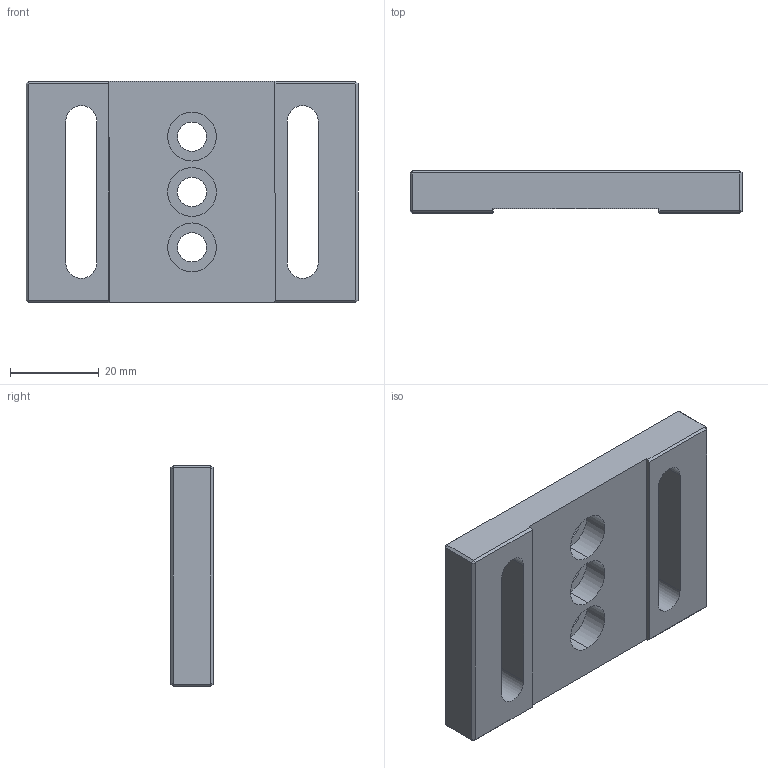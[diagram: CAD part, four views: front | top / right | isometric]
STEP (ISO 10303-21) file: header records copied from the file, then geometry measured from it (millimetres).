
FILE_DESCRIPTION (( 'STEP AP203' ), '1' );
FILE_NAME ('BP-3.step', '2019-05-09T08:55:58', ( '' ), ( '' ), 'SwSTEP 2.0', 'SolidWorks 2016', '' );
FILE_SCHEMA (( 'CONFIG_CONTROL_DESIGN' ));
Length unit declared in the file: millimetre
Products named in the file (1): BP-3
Bounding box: 75 x 9.5 x 50 mm (x, y, z)
Volume: 26774.8 mm3; surface area: 10910.8 mm2
Topology: 1 solids, 1 shells, 57 faces, 140 edges, 88 vertices
Faces by surface type: plane 39, cylinder 18
Entity records: 1759 total; most frequent: DIRECTION 292, CARTESIAN_POINT 286, ORIENTED_EDGE 280, EDGE_CURVE 140, VECTOR 104, LINE 104, AXIS2_PLACEMENT_3D 94, VERTEX_POINT 88
